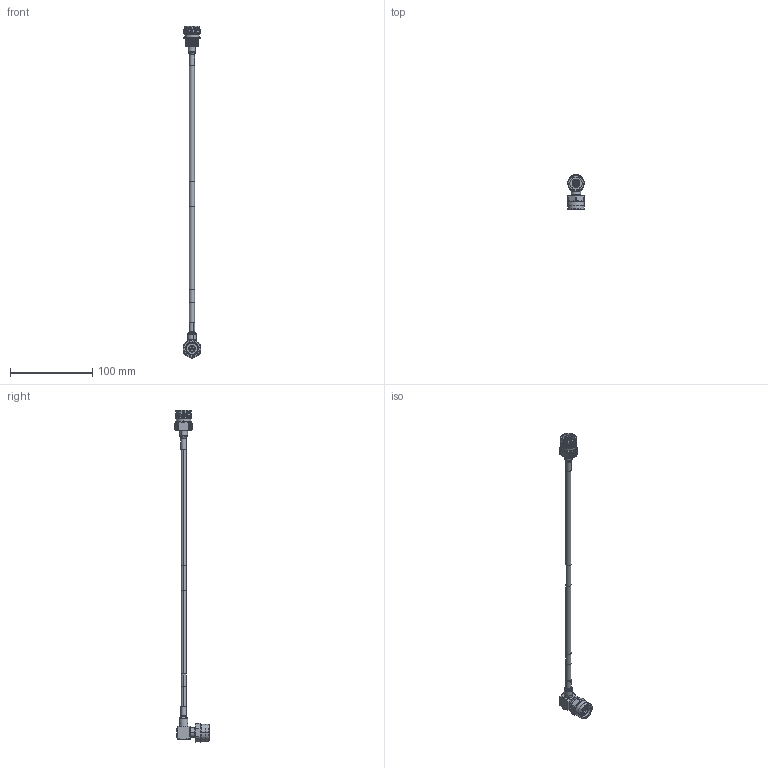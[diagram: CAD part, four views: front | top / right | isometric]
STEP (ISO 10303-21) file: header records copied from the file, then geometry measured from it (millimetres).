
FILE_DESCRIPTION (( 'STEP AP214' ), '1' );
FILE_NAME ('FMCA2007_3D.step', '2025-07-24T19:23:10', ( '' ), ( '' ), 'SwSTEP 2.0', 'SolidWorks 2022', '' );
FILE_SCHEMA (( 'AUTOMOTIVE_DESIGN' ));
Length unit declared in the file: inch
Products named in the file (6): TC-SPO250-NM-RA-LP; HeatShrink_CA-240_3; FMCA2007_3D; HeatShrink_CA-240_4; SPO-250_W_LABEL&PIM; TC-SPP250-4310F-LP
Assembly tree (5 placements, depth 2):
  FMCA2007_3D
    TC-SPP250-4310F-LP
    SPO-250_W_LABEL&PIM
    HeatShrink_CA-240_3
    TC-SPO250-NM-RA-LP
    HeatShrink_CA-240_4
Bounding box: 20.92 x 41.53 x 404.14 mm (x, y, z)
Volume: 25961.2 mm3; surface area: 19881.1 mm2
Topology: 8 solids, 8 shells, 572 faces, 1359 edges, 824 vertices
Faces by surface type: plane 211, cylinder 172, cone 153, bspline 18, torus 18
Entity records: 22080 total; most frequent: CARTESIAN_POINT 8934, ORIENTED_EDGE 2710, DIRECTION 2651, EDGE_CURVE 1355, AXIS2_PLACEMENT_3D 1087, VERTEX_POINT 824, EDGE_LOOP 607, FACE_OUTER_BOUND 572
